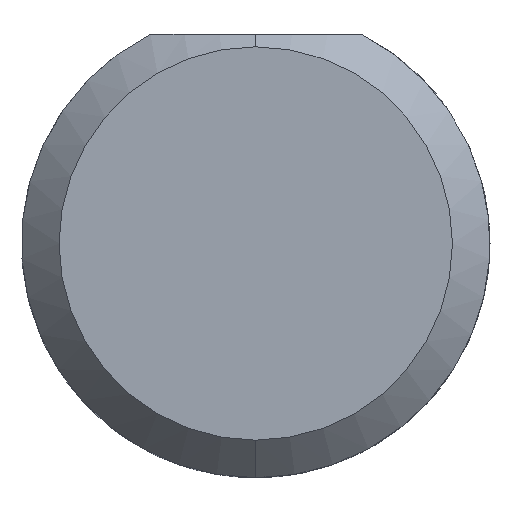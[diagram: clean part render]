
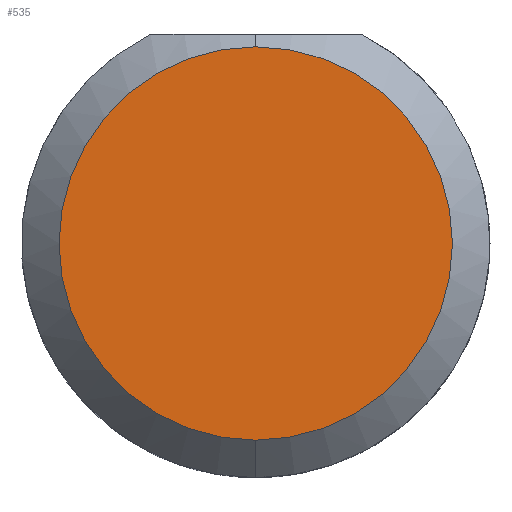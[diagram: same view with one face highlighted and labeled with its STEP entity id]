
A CAD part, left-side view. The second image highlights one B-rep face of the part: STEP entity #535.
In plain terms, the highlighted planar face has unit normal (-1, 0, 0).
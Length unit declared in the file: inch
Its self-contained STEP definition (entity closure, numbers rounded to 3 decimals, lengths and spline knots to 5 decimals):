
#3 = DIRECTION ( 'NONE',  ( -1., 0., 0. ) ) ;
#22 = FACE_OUTER_BOUND ( 'NONE', #222, .T. ) ;
#63 = ORIENTED_EDGE ( 'NONE', *, *, #290, .T. ) ;
#105 = DIRECTION ( 'NONE',  ( 0., 0., 1. ) ) ;
#154 = CARTESIAN_POINT ( 'NONE',  ( 0., 0., 0. ) ) ;
#176 = DIRECTION ( 'NONE',  ( 1., 0., 0. ) ) ;
#183 = VERTEX_POINT ( 'NONE', #518 ) ;
#203 = AXIS2_PLACEMENT_3D ( 'NONE', #583, #3, #105 ) ;
#215 = ORIENTED_EDGE ( 'NONE', *, *, #550, .T. ) ;
#222 = EDGE_LOOP ( 'NONE', ( #63, #215 ) ) ;
#235 = AXIS2_PLACEMENT_3D ( 'NONE', #154, #176, #596 ) ;
#289 = VERTEX_POINT ( 'NONE', #568 ) ;
#290 = EDGE_CURVE ( 'NONE', #183, #289, #482, .T. ) ;
#402 = AXIS2_PLACEMENT_3D ( 'NONE', #528, #631, #480 ) ;
#480 = DIRECTION ( 'NONE',  ( 0., 0., 1. ) ) ;
#482 = CIRCLE ( 'NONE', #402, 0.0786 ) ;
#518 = CARTESIAN_POINT ( 'NONE',  ( 0., 0., -0.0786 ) ) ;
#528 = CARTESIAN_POINT ( 'NONE',  ( 0., 0., 0. ) ) ;
#535 = ADVANCED_FACE ( 'NONE', ( #22 ), #562, .F. ) ;
#550 = EDGE_CURVE ( 'NONE', #289, #183, #615, .T. ) ;
#562 = PLANE ( 'NONE',  #235 ) ;
#568 = CARTESIAN_POINT ( 'NONE',  ( 0., 0., 0.0786 ) ) ;
#583 = CARTESIAN_POINT ( 'NONE',  ( 0., 0., 0. ) ) ;
#596 = DIRECTION ( 'NONE',  ( 0., 0., -1. ) ) ;
#615 = CIRCLE ( 'NONE', #203, 0.0786 ) ;
#631 = DIRECTION ( 'NONE',  ( -1., 0., 0. ) ) ;
